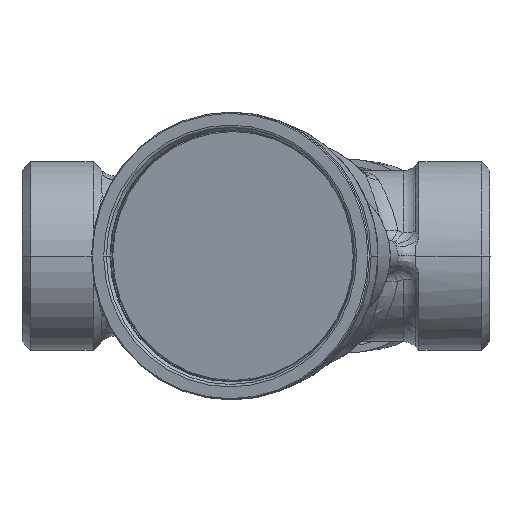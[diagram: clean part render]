
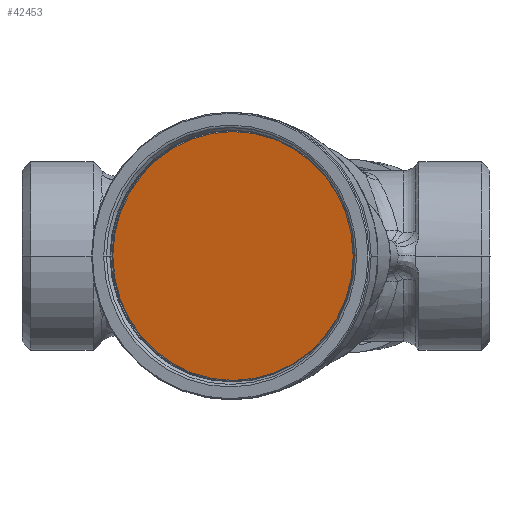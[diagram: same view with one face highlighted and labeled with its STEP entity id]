
A CAD part, front view. The second image highlights one B-rep face of the part: STEP entity #42453.
In plain terms, the highlighted face is planar.
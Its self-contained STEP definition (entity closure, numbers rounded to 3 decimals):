
#41376=CARTESIAN_POINT('',(0.,6.3,0.));
#41377=DIRECTION('',(0.,-1.,0.));
#41378=DIRECTION('',(1.,0.,0.));
#41379=AXIS2_PLACEMENT_3D('',#41376,#41377,#41378);
#41381=CARTESIAN_POINT('',(0.,6.3,0.));
#41382=DIRECTION('',(0.,-1.,0.));
#41383=DIRECTION('',(-1.,0.,0.005));
#41384=AXIS2_PLACEMENT_3D('',#41381,#41382,#41383);
#41386=CARTESIAN_POINT('',(0.,6.3,0.));
#41387=DIRECTION('',(0.,-1.,0.));
#41388=DIRECTION('',(-1.,0.,0.));
#41389=AXIS2_PLACEMENT_3D('',#41386,#41387,#41388);
#41391=CARTESIAN_POINT('',(0.,6.3,0.));
#41392=DIRECTION('',(0.,-1.,0.));
#41393=DIRECTION('',(1.,0.,-0.005));
#41394=AXIS2_PLACEMENT_3D('',#41391,#41392,#41393);
#41590=CARTESIAN_POINT('',(-21.8,6.3,0.));
#41591=VERTEX_POINT('',#41590);
#41592=CARTESIAN_POINT('',(-21.8,6.3,0.1));
#41593=VERTEX_POINT('',#41592);
#41594=CARTESIAN_POINT('',(21.8,6.3,0.));
#41595=VERTEX_POINT('',#41594);
#41598=CARTESIAN_POINT('',(21.8,6.3,-0.1));
#41599=VERTEX_POINT('',#41598);
#42442=CARTESIAN_POINT('',(0.,6.3,0.));
#42443=DIRECTION('',(0.,-1.,0.));
#42444=DIRECTION('',(-1.,0.,0.));
#42445=AXIS2_PLACEMENT_3D('',#42442,#42443,#42444);
#42446=PLANE('',#42445);
#42447=ORIENTED_EDGE('',*,*,#42403,.T.);
#42448=ORIENTED_EDGE('',*,*,#42401,.T.);
#42449=ORIENTED_EDGE('',*,*,#42422,.T.);
#42450=ORIENTED_EDGE('',*,*,#42420,.T.);
#42451=EDGE_LOOP('',(#42447,#42448,#42449,#42450));
#42452=FACE_OUTER_BOUND('',#42451,.F.);
#42453=ADVANCED_FACE('',(#42452),#42446,.F.);
#41380=CIRCLE('',#41379,21.8);
#41385=CIRCLE('',#41384,21.8);
#41390=CIRCLE('',#41389,21.8);
#41395=CIRCLE('',#41394,21.8);
#42401=EDGE_CURVE('',#41593,#41591,#41385,.T.);
#42403=EDGE_CURVE('',#41595,#41593,#41380,.T.);
#42420=EDGE_CURVE('',#41599,#41595,#41395,.T.);
#42422=EDGE_CURVE('',#41591,#41599,#41390,.T.);
